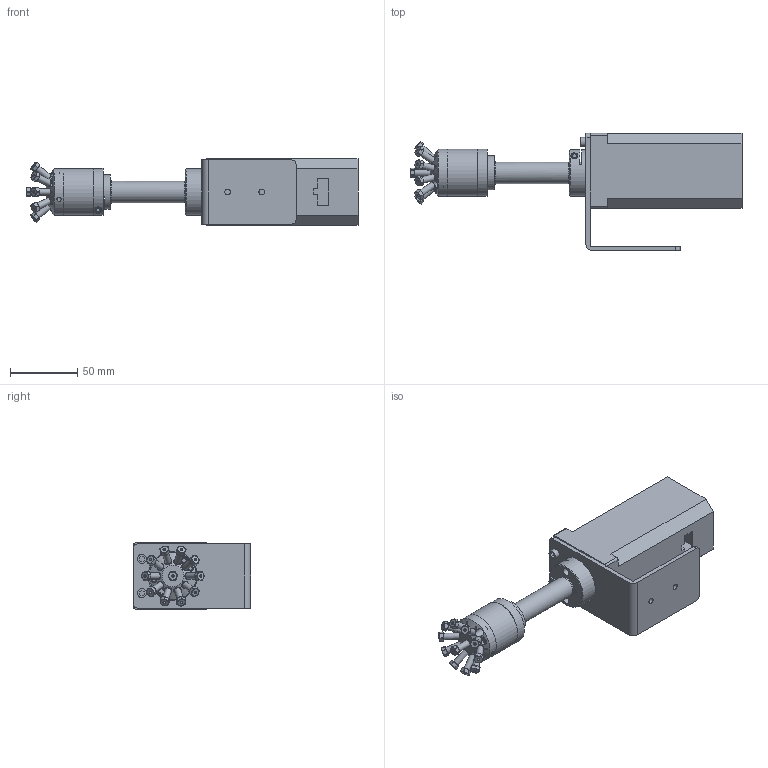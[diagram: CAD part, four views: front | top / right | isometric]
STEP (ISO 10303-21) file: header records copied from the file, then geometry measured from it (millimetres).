
FILE_DESCRIPTION((''),'2;1');
FILE_NAME('312324-C5FH-1005EMT3 valve with standoff and micro electric actuator.stp','2013-08-14T14:09:01',('Franzp'),(''),'Autodesk Inventor 2013','Autodesk Inventor 2013','');
FILE_SCHEMA(('AUTOMOTIVE_DESIGN { 1 0 10303 214 1 1 1 1 }'));
Length unit declared in the file: millimetre
Products named in the file (1): 312324_Shrinkwrap_1
Bounding box: 246.59 x 87.12 x 49.17 mm (x, y, z)
Surface area: 76871.5 mm2 (no closed solid volume)
Topology: 0 solids, 51 shells, 268 faces, 1109 edges, 857 vertices
Faces by surface type: plane 181, cylinder 66, cone 20, bspline 1
Full cylindrical faces by diameter (mm): 1.71 x11, 3.175 x1, 3.51 x1, 4.166 x1, 4.32 x2, 4.7 x11, 4.75 x1, 5.65 x1, 5.78 x1, 5.9 x2, 5.94 x3, 6.7 x2, 15.875 x1, 19.05 x1, 34.671 x1, 34.925 x2, 36.5 x1
Entity records: 12349 total; most frequent: CARTESIAN_POINT 3752, DIRECTION 1576, ORIENTED_EDGE 1364, EDGE_CURVE 1007, VERTEX_POINT 818, AXIS2_PLACEMENT_3D 595, EDGE_LOOP 433, VECTOR 386
